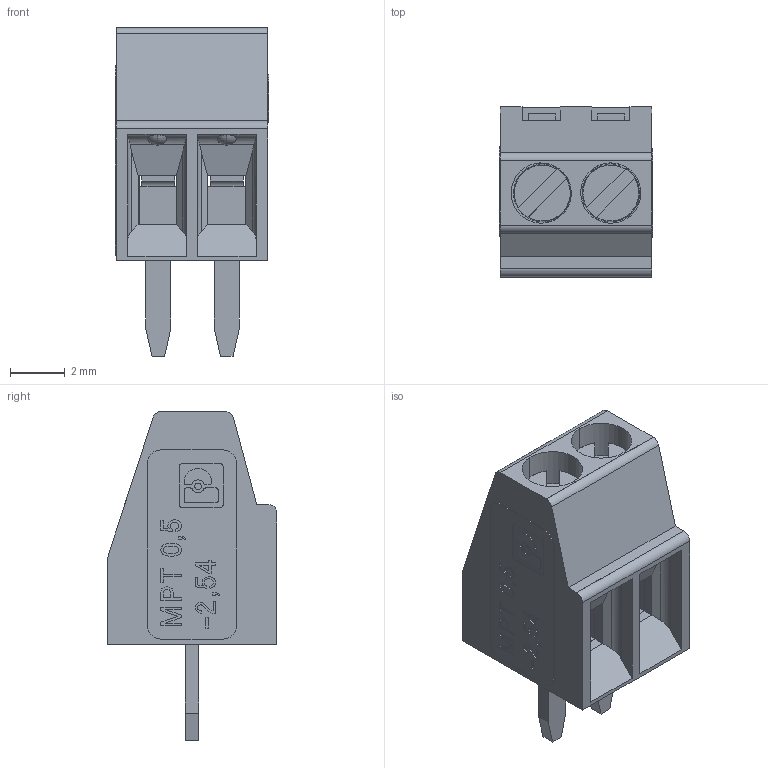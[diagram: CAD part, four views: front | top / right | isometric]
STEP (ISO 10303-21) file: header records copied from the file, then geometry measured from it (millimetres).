
FILE_DESCRIPTION(('STEP AP214'),'1');
FILE_NAME('cctmp_BA315108-B177-4A96-9CD8-79D004C95E2D_2022_04_22_06_21_56_0316_13820..stp','2022-04-22T06:21:56',('PHOENIX CONTACT Deutschland GmbH'),('CADClick - www.CADClick.com'),'Spatial InterOp 3D',' ','unknown authorization');
FILE_SCHEMA(('AUTOMOTIVE_DESIGN'));
Length unit declared in the file: millimetre
Products named in the file (8): cc_unnamed; 2022_04_22_06_21_56_0285; 2022_04_22_06_21_56_0254; 2022_04_22_06_21_56_0222; 2022_04_22_06_21_56_0191; 2022_04_22_06_21_56_0160; 2022_04_22_06_21_56_0129; 2022_04_22_06_21_56_0097
Assembly tree (7 placements, depth 2):
  cc_unnamed
    2022_04_22_06_21_56_0285
    2022_04_22_06_21_56_0254
    2022_04_22_06_21_56_0222
    2022_04_22_06_21_56_0191
    2022_04_22_06_21_56_0160
    2022_04_22_06_21_56_0129
    2022_04_22_06_21_56_0097
Bounding box: 5.6 x 6.2 x 12 mm (x, y, z)
Volume: 175.7 mm3; surface area: 705.5 mm2
Topology: 7 solids, 7 shells, 636 faces, 1782 edges, 1180 vertices
Faces by surface type: plane 518, cylinder 106, cone 8, sphere 4
Entity records: 41031 total; most frequent: CARTESIAN_POINT 5190, ORIENTED_EDGE 3564, STYLED_ITEM 3433, PRESENTATION_STYLE_ASSIGNMENT 3433, COLOUR_RGB 3433, DIRECTION 3264, EDGE_CURVE 1782, CURVE_STYLE 1724
